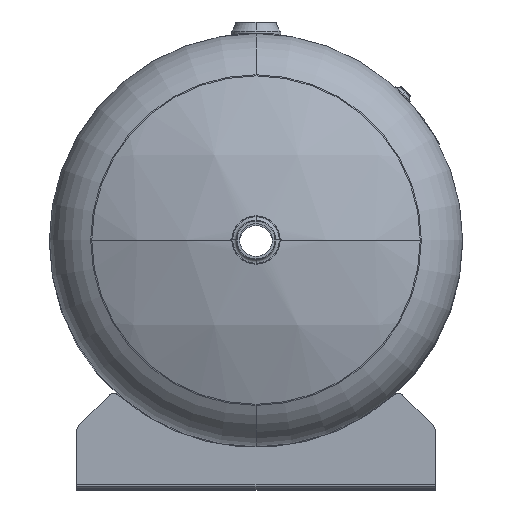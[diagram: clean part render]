
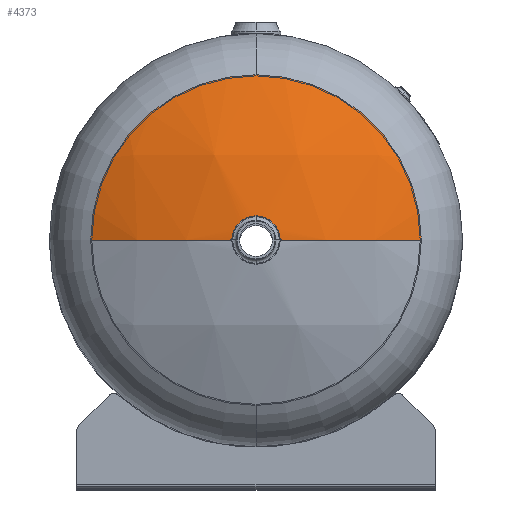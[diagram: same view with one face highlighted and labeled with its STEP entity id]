
A CAD part, top view. The second image highlights one B-rep face of the part: STEP entity #4373.
In plain terms, the highlighted spherical face has radius 685.8 mm.
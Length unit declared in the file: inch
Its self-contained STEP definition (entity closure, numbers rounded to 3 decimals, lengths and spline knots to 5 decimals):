
#318 = EDGE_CURVE ( 'NONE', #6906, #1148, #6420, .T. ) ;
#340 = EDGE_CURVE ( 'NONE', #1148, #1133, #6453, .T. ) ;
#342 = EDGE_CURVE ( 'NONE', #1129, #6906, #6455, .T. ) ;
#379 = EDGE_CURVE ( 'NONE', #1133, #1138, #6528, .T. ) ;
#485 = EDGE_CURVE ( 'NONE', #1129, #1138, #6665, .T. ) ;
#831 = CARTESIAN_POINT ( 'NONE',  ( 1.44, 0., 41.96157 ) ) ;
#833 = CARTESIAN_POINT ( 'NONE',  ( 0., 12., 39.18677 ) ) ;
#836 = CARTESIAN_POINT ( 'NONE',  ( 12., 0., 39.18677 ) ) ;
#841 = CARTESIAN_POINT ( 'NONE',  ( -12., 0., 39.18677 ) ) ;
#1129 = VERTEX_POINT ( 'NONE', #831 ) ;
#1133 = VERTEX_POINT ( 'NONE', #833 ) ;
#1138 = VERTEX_POINT ( 'NONE', #836 ) ;
#1148 = VERTEX_POINT ( 'NONE', #841 ) ;
#1247 = CARTESIAN_POINT ( 'NONE',  ( 0., 0., 15. ) ) ;
#1249 = FACE_OUTER_BOUND ( 'NONE', #6766, .T. ) ;
#1256 = SPHERICAL_SURFACE ( 'NONE', #1803, 27. ) ;
#1262 = DIRECTION ( 'NONE',  ( 0., -1., 0. ) ) ;
#1264 = DIRECTION ( 'NONE',  ( 1., 0., 0. ) ) ;
#1441 = ORIENTED_EDGE ( 'NONE', *, *, #342, .F. ) ;
#1443 = ORIENTED_EDGE ( 'NONE', *, *, #318, .F. ) ;
#1445 = ORIENTED_EDGE ( 'NONE', *, *, #485, .T. ) ;
#1446 = ORIENTED_EDGE ( 'NONE', *, *, #340, .F. ) ;
#1448 = ORIENTED_EDGE ( 'NONE', *, *, #379, .F. ) ;
#1803 = AXIS2_PLACEMENT_3D ( 'NONE', #1247, #1262, #1264 ) ;
#3736 = CARTESIAN_POINT ( 'NONE',  ( 0., 0., 15. ) ) ;
#3737 = DIRECTION ( 'NONE',  ( 0., 1., 0. ) ) ;
#3738 = DIRECTION ( 'NONE',  ( 0., 0., 1. ) ) ;
#4373 = ADVANCED_FACE ( 'NONE', ( #1249 ), #1256, .T. ) ;
#4952 = CARTESIAN_POINT ( 'NONE',  ( 0., 0., 15. ) ) ;
#4953 = DIRECTION ( 'NONE',  ( 0., -1., 0. ) ) ;
#4954 = DIRECTION ( 'NONE',  ( 1., 0., 0. ) ) ;
#5128 = CARTESIAN_POINT ( 'NONE',  ( 0., 0., 39.18677 ) ) ;
#5129 = DIRECTION ( 'NONE',  ( 0., 0., -1. ) ) ;
#5130 = DIRECTION ( 'NONE',  ( 0., 1., 0. ) ) ;
#5135 = CARTESIAN_POINT ( 'NONE',  ( 0., 0., 41.96157 ) ) ;
#5136 = DIRECTION ( 'NONE',  ( 0., 0., 1. ) ) ;
#5137 = DIRECTION ( 'NONE',  ( -1., 0., 0. ) ) ;
#5285 = CARTESIAN_POINT ( 'NONE',  ( 0., 0., 39.18677 ) ) ;
#5287 = DIRECTION ( 'NONE',  ( 0., 0., -1. ) ) ;
#5289 = DIRECTION ( 'NONE',  ( 0., 1., 0. ) ) ;
#6420 = CIRCLE ( 'NONE', #6423, 27. ) ;
#6423 = AXIS2_PLACEMENT_3D ( 'NONE', #4952, #4953, #4954 ) ;
#6453 = CIRCLE ( 'NONE', #6458, 12. ) ;
#6455 = CIRCLE ( 'NONE', #6462, 1.44 ) ;
#6458 = AXIS2_PLACEMENT_3D ( 'NONE', #5128, #5129, #5130 ) ;
#6462 = AXIS2_PLACEMENT_3D ( 'NONE', #5135, #5136, #5137 ) ;
#6525 = AXIS2_PLACEMENT_3D ( 'NONE', #5285, #5287, #5289 ) ;
#6528 = CIRCLE ( 'NONE', #6525, 12. ) ;
#6665 = CIRCLE ( 'NONE', #6668, 27. ) ;
#6668 = AXIS2_PLACEMENT_3D ( 'NONE', #3736, #3737, #3738 ) ;
#6766 = EDGE_LOOP ( 'NONE', ( #1443, #1441, #1445, #1448, #1446 ) ) ;
#6906 = VERTEX_POINT ( 'NONE', #7826 ) ;
#7826 = CARTESIAN_POINT ( 'NONE',  ( -1.44, 0., 41.96157 ) ) ;
